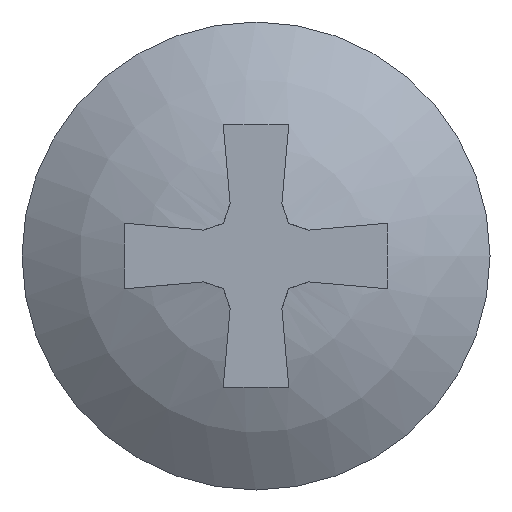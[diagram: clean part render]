
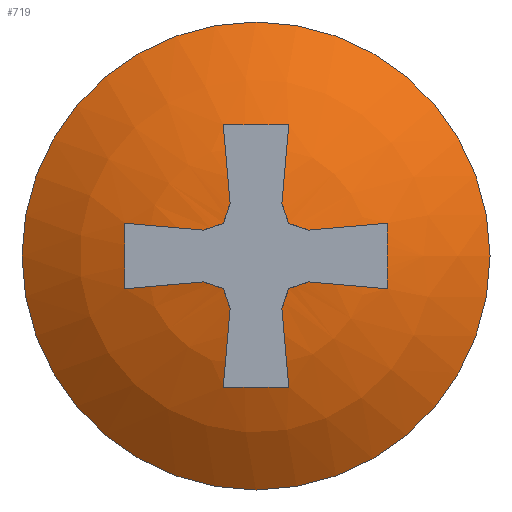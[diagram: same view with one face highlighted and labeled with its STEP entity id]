
A CAD part, left-side view. The second image highlights one B-rep face of the part: STEP entity #719.
In plain terms, the highlighted spherical face has radius 6 mm.
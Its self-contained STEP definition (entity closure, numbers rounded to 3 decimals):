
#181=FACE_OUTER_BOUND('',#217,.T.);
#217=EDGE_LOOP('',(#594,#595,#596,#597,#598,#599,#600,#601,#602,#603,#604,
#605,#606,#607,#608,#609,#610,#611,#612,#613,#614,#615,#616,#617,#618,#619));
#229=CIRCLE('',#755,5.963);
#230=CIRCLE('',#757,5.963);
#231=CIRCLE('',#759,5.99);
#232=CIRCLE('',#761,5.62);
#233=CIRCLE('',#763,5.99);
#234=CIRCLE('',#765,5.963);
#235=CIRCLE('',#767,5.963);
#236=CIRCLE('',#769,5.99);
#237=CIRCLE('',#771,5.62);
#238=CIRCLE('',#773,5.99);
#239=CIRCLE('',#775,5.963);
#240=CIRCLE('',#777,5.963);
#241=CIRCLE('',#779,5.99);
#242=CIRCLE('',#781,5.62);
#243=CIRCLE('',#782,5.62);
#244=CIRCLE('',#784,5.99);
#245=CIRCLE('',#786,5.963);
#246=CIRCLE('',#788,5.963);
#247=CIRCLE('',#790,5.99);
#248=CIRCLE('',#792,5.62);
#249=CIRCLE('',#794,5.99);
#258=CIRCLE('',#810,3.75);
#259=CIRCLE('',#811,3.75);
#260=CIRCLE('',#812,6.);
#261=CIRCLE('',#813,3.75);
#307=VERTEX_POINT('',#1157);
#308=VERTEX_POINT('',#1159);
#309=VERTEX_POINT('',#1163);
#310=VERTEX_POINT('',#1167);
#311=VERTEX_POINT('',#1171);
#312=VERTEX_POINT('',#1175);
#313=VERTEX_POINT('',#1179);
#314=VERTEX_POINT('',#1183);
#315=VERTEX_POINT('',#1187);
#316=VERTEX_POINT('',#1191);
#317=VERTEX_POINT('',#1195);
#318=VERTEX_POINT('',#1199);
#319=VERTEX_POINT('',#1203);
#320=VERTEX_POINT('',#1207);
#321=VERTEX_POINT('',#1211);
#322=VERTEX_POINT('',#1213);
#323=VERTEX_POINT('',#1217);
#324=VERTEX_POINT('',#1221);
#325=VERTEX_POINT('',#1225);
#326=VERTEX_POINT('',#1229);
#327=VERTEX_POINT('',#1233);
#338=VERTEX_POINT('',#1290);
#339=VERTEX_POINT('',#1291);
#340=VERTEX_POINT('',#1293);
#379=EDGE_CURVE('',#307,#308,#229,.F.);
#381=EDGE_CURVE('',#309,#307,#230,.F.);
#383=EDGE_CURVE('',#310,#309,#231,.F.);
#385=EDGE_CURVE('',#311,#310,#232,.F.);
#387=EDGE_CURVE('',#312,#311,#233,.F.);
#389=EDGE_CURVE('',#313,#312,#234,.F.);
#391=EDGE_CURVE('',#314,#313,#235,.F.);
#393=EDGE_CURVE('',#315,#314,#236,.F.);
#395=EDGE_CURVE('',#316,#315,#237,.F.);
#397=EDGE_CURVE('',#317,#316,#238,.F.);
#399=EDGE_CURVE('',#318,#317,#239,.F.);
#401=EDGE_CURVE('',#319,#318,#240,.F.);
#403=EDGE_CURVE('',#320,#319,#241,.F.);
#405=EDGE_CURVE('',#322,#320,#242,.F.);
#406=EDGE_CURVE('',#321,#322,#243,.F.);
#408=EDGE_CURVE('',#323,#321,#244,.F.);
#410=EDGE_CURVE('',#324,#323,#245,.F.);
#412=EDGE_CURVE('',#325,#324,#246,.F.);
#414=EDGE_CURVE('',#326,#325,#247,.F.);
#416=EDGE_CURVE('',#327,#326,#248,.F.);
#417=EDGE_CURVE('',#308,#327,#249,.F.);
#437=EDGE_CURVE('',#338,#339,#258,.T.);
#438=EDGE_CURVE('',#340,#338,#259,.T.);
#439=EDGE_CURVE('',#340,#322,#260,.T.);
#440=EDGE_CURVE('',#339,#340,#261,.T.);
#594=ORIENTED_EDGE('',*,*,#437,.F.);
#595=ORIENTED_EDGE('',*,*,#438,.F.);
#596=ORIENTED_EDGE('',*,*,#439,.T.);
#597=ORIENTED_EDGE('',*,*,#405,.T.);
#598=ORIENTED_EDGE('',*,*,#403,.T.);
#599=ORIENTED_EDGE('',*,*,#401,.T.);
#600=ORIENTED_EDGE('',*,*,#399,.T.);
#601=ORIENTED_EDGE('',*,*,#397,.T.);
#602=ORIENTED_EDGE('',*,*,#395,.T.);
#603=ORIENTED_EDGE('',*,*,#393,.T.);
#604=ORIENTED_EDGE('',*,*,#391,.T.);
#605=ORIENTED_EDGE('',*,*,#389,.T.);
#606=ORIENTED_EDGE('',*,*,#387,.T.);
#607=ORIENTED_EDGE('',*,*,#385,.T.);
#608=ORIENTED_EDGE('',*,*,#383,.T.);
#609=ORIENTED_EDGE('',*,*,#381,.T.);
#610=ORIENTED_EDGE('',*,*,#379,.T.);
#611=ORIENTED_EDGE('',*,*,#417,.T.);
#612=ORIENTED_EDGE('',*,*,#416,.T.);
#613=ORIENTED_EDGE('',*,*,#414,.T.);
#614=ORIENTED_EDGE('',*,*,#412,.T.);
#615=ORIENTED_EDGE('',*,*,#410,.T.);
#616=ORIENTED_EDGE('',*,*,#408,.T.);
#617=ORIENTED_EDGE('',*,*,#406,.T.);
#618=ORIENTED_EDGE('',*,*,#439,.F.);
#619=ORIENTED_EDGE('',*,*,#440,.F.);
#650=SPHERICAL_SURFACE('',#809,6.);
#719=ADVANCED_FACE('',(#181),#650,.T.);
#755=AXIS2_PLACEMENT_3D('',#1161,#867,#868);
#757=AXIS2_PLACEMENT_3D('',#1165,#872,#873);
#759=AXIS2_PLACEMENT_3D('',#1169,#877,#878);
#761=AXIS2_PLACEMENT_3D('',#1173,#882,#883);
#763=AXIS2_PLACEMENT_3D('',#1177,#887,#888);
#765=AXIS2_PLACEMENT_3D('',#1181,#892,#893);
#767=AXIS2_PLACEMENT_3D('',#1185,#897,#898);
#769=AXIS2_PLACEMENT_3D('',#1189,#902,#903);
#771=AXIS2_PLACEMENT_3D('',#1193,#907,#908);
#773=AXIS2_PLACEMENT_3D('',#1197,#912,#913);
#775=AXIS2_PLACEMENT_3D('',#1201,#917,#918);
#777=AXIS2_PLACEMENT_3D('',#1205,#922,#923);
#779=AXIS2_PLACEMENT_3D('',#1209,#927,#928);
#781=AXIS2_PLACEMENT_3D('',#1214,#932,#933);
#782=AXIS2_PLACEMENT_3D('',#1215,#934,#935);
#784=AXIS2_PLACEMENT_3D('',#1219,#939,#940);
#786=AXIS2_PLACEMENT_3D('',#1223,#944,#945);
#788=AXIS2_PLACEMENT_3D('',#1227,#949,#950);
#790=AXIS2_PLACEMENT_3D('',#1231,#954,#955);
#792=AXIS2_PLACEMENT_3D('',#1235,#959,#960);
#794=AXIS2_PLACEMENT_3D('',#1237,#963,#964);
#809=AXIS2_PLACEMENT_3D('',#1289,#1002,#1003);
#810=AXIS2_PLACEMENT_3D('',#1292,#1004,#1005);
#811=AXIS2_PLACEMENT_3D('',#1294,#1006,#1007);
#812=AXIS2_PLACEMENT_3D('',#1295,#1008,#1009);
#813=AXIS2_PLACEMENT_3D('',#1296,#1010,#1011);
#867=DIRECTION('center_axis',(0.,-0.944,-0.33));
#868=DIRECTION('ref_axis',(0.,0.33,-0.944));
#872=DIRECTION('center_axis',(0.,-0.33,-0.944));
#873=DIRECTION('ref_axis',(0.,0.944,-0.33));
#877=DIRECTION('center_axis',(0.,0.087,-0.996));
#878=DIRECTION('ref_axis',(0.,0.996,0.087));
#882=DIRECTION('center_axis',(0.,-1.,0.));
#883=DIRECTION('ref_axis',(0.,0.,-1.));
#887=DIRECTION('center_axis',(0.,0.087,0.996));
#888=DIRECTION('ref_axis',(0.,-0.996,0.087));
#892=DIRECTION('center_axis',(0.,-0.33,0.944));
#893=DIRECTION('ref_axis',(0.,-0.944,-0.33));
#897=DIRECTION('center_axis',(0.,-0.944,0.33));
#898=DIRECTION('ref_axis',(0.,-0.33,-0.944));
#902=DIRECTION('center_axis',(0.,-0.996,-0.087));
#903=DIRECTION('ref_axis',(0.,0.087,-0.996));
#907=DIRECTION('center_axis',(0.,0.,1.));
#908=DIRECTION('ref_axis',(0.,-1.,0.));
#912=DIRECTION('center_axis',(0.,0.996,-0.087));
#913=DIRECTION('ref_axis',(0.,0.087,0.996));
#917=DIRECTION('center_axis',(0.,0.944,0.33));
#918=DIRECTION('ref_axis',(0.,-0.33,0.944));
#922=DIRECTION('center_axis',(0.,0.33,0.944));
#923=DIRECTION('ref_axis',(0.,-0.944,0.33));
#927=DIRECTION('center_axis',(0.,-0.087,0.996));
#928=DIRECTION('ref_axis',(0.,-0.996,-0.087));
#932=DIRECTION('center_axis',(0.,1.,0.));
#933=DIRECTION('ref_axis',(0.,0.,1.));
#934=DIRECTION('center_axis',(0.,1.,0.));
#935=DIRECTION('ref_axis',(0.,0.,1.));
#939=DIRECTION('center_axis',(0.,-0.087,-0.996));
#940=DIRECTION('ref_axis',(0.,0.996,-0.087));
#944=DIRECTION('center_axis',(0.,0.33,-0.944));
#945=DIRECTION('ref_axis',(0.,0.944,0.33));
#949=DIRECTION('center_axis',(0.,0.944,-0.33));
#950=DIRECTION('ref_axis',(0.,0.33,0.944));
#954=DIRECTION('center_axis',(0.,0.996,0.087));
#955=DIRECTION('ref_axis',(0.,-0.087,0.996));
#959=DIRECTION('center_axis',(0.,0.,-1.));
#960=DIRECTION('ref_axis',(-1.,0.,0.));
#963=DIRECTION('center_axis',(0.,-0.996,0.087));
#964=DIRECTION('ref_axis',(0.,-0.087,-0.996));
#1002=DIRECTION('center_axis',(1.,0.,0.));
#1003=DIRECTION('ref_axis',(0.,1.,0.));
#1004=DIRECTION('center_axis',(1.,0.,0.));
#1005=DIRECTION('ref_axis',(0.,0.,-1.));
#1006=DIRECTION('center_axis',(1.,0.,0.));
#1007=DIRECTION('ref_axis',(0.,0.,-1.));
#1008=DIRECTION('center_axis',(0.,0.,-1.));
#1009=DIRECTION('ref_axis',(0.,-1.,0.));
#1010=DIRECTION('center_axis',(1.,0.,0.));
#1011=DIRECTION('ref_axis',(0.,0.,-1.));
#1157=CARTESIAN_POINT('',(-2.754,0.525,0.525));
#1159=CARTESIAN_POINT('',(-2.726,0.415,0.84));
#1161=CARTESIAN_POINT('Origin',(3.2,0.631,0.221));
#1163=CARTESIAN_POINT('',(-2.726,0.84,0.415));
#1165=CARTESIAN_POINT('Origin',(3.2,0.221,0.631));
#1167=CARTESIAN_POINT('',(-2.396,2.1,0.525));
#1169=CARTESIAN_POINT('Origin',(3.2,-0.03,0.339));
#1171=CARTESIAN_POINT('',(-2.396,2.1,-0.525));
#1173=CARTESIAN_POINT('Origin',(3.2,2.1,0.));
#1175=CARTESIAN_POINT('',(-2.726,0.84,-0.415));
#1177=CARTESIAN_POINT('Origin',(3.2,-0.03,-0.339));
#1179=CARTESIAN_POINT('',(-2.754,0.525,-0.525));
#1181=CARTESIAN_POINT('Origin',(3.2,0.221,-0.631));
#1183=CARTESIAN_POINT('',(-2.726,0.415,-0.84));
#1185=CARTESIAN_POINT('Origin',(3.2,0.631,-0.221));
#1187=CARTESIAN_POINT('',(-2.396,0.525,-2.1));
#1189=CARTESIAN_POINT('Origin',(3.2,0.339,0.03));
#1191=CARTESIAN_POINT('',(-2.396,-0.525,-2.1));
#1193=CARTESIAN_POINT('Origin',(3.2,0.,-2.1));
#1195=CARTESIAN_POINT('',(-2.726,-0.415,-0.84));
#1197=CARTESIAN_POINT('Origin',(3.2,-0.339,0.03));
#1199=CARTESIAN_POINT('',(-2.754,-0.525,-0.525));
#1201=CARTESIAN_POINT('Origin',(3.2,-0.631,-0.221));
#1203=CARTESIAN_POINT('',(-2.726,-0.84,-0.415));
#1205=CARTESIAN_POINT('Origin',(3.2,-0.221,-0.631));
#1207=CARTESIAN_POINT('',(-2.396,-2.1,-0.525));
#1209=CARTESIAN_POINT('Origin',(3.2,0.03,-0.339));
#1211=CARTESIAN_POINT('',(-2.396,-2.1,0.525));
#1213=CARTESIAN_POINT('',(-2.42,-2.1,0.));
#1214=CARTESIAN_POINT('Origin',(3.2,-2.1,0.));
#1215=CARTESIAN_POINT('Origin',(3.2,-2.1,0.));
#1217=CARTESIAN_POINT('',(-2.726,-0.84,0.415));
#1219=CARTESIAN_POINT('Origin',(3.2,0.03,0.339));
#1221=CARTESIAN_POINT('',(-2.754,-0.525,0.525));
#1223=CARTESIAN_POINT('Origin',(3.2,-0.221,0.631));
#1225=CARTESIAN_POINT('',(-2.726,-0.415,0.84));
#1227=CARTESIAN_POINT('Origin',(3.2,-0.631,0.221));
#1229=CARTESIAN_POINT('',(-2.396,-0.525,2.1));
#1231=CARTESIAN_POINT('Origin',(3.2,-0.339,-0.03));
#1233=CARTESIAN_POINT('',(-2.396,0.525,2.1));
#1235=CARTESIAN_POINT('Origin',(3.2,0.,2.1));
#1237=CARTESIAN_POINT('Origin',(3.2,0.339,-0.03));
#1289=CARTESIAN_POINT('Origin',(3.2,0.,0.));
#1290=CARTESIAN_POINT('',(-1.484,0.,-3.75));
#1291=CARTESIAN_POINT('',(-1.484,0.,3.75));
#1292=CARTESIAN_POINT('Origin',(-1.484,0.,0.));
#1293=CARTESIAN_POINT('',(-1.484,-3.75,0.));
#1294=CARTESIAN_POINT('Origin',(-1.484,0.,0.));
#1295=CARTESIAN_POINT('Origin',(3.2,0.,0.));
#1296=CARTESIAN_POINT('Origin',(-1.484,0.,0.));
